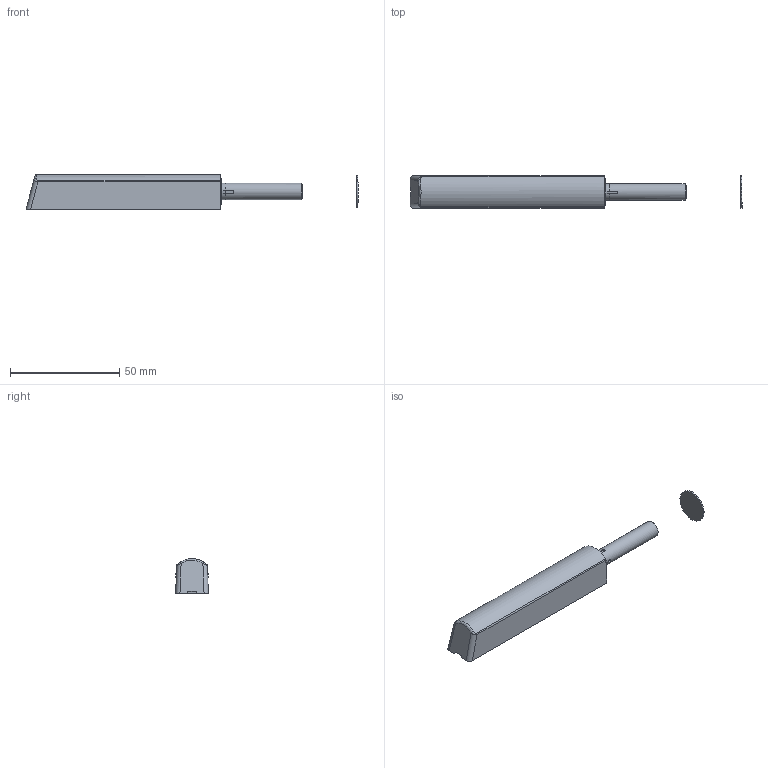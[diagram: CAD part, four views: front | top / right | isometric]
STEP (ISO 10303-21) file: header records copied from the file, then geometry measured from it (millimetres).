
FILE_DESCRIPTION(/* description */ (''),/* implementation_level */ '2;1');
FILE_NAME(/* name */ 'AM-OAM-DL+ płytka.stp',/* time_stamp */ '2022-04-20T13:37:02+02:00',/* author */ ('tomaszw'),/* organization */ (''),/* preprocessor_version */ 'ST-DEVELOPER v18.1',/* originating_system */ 'Autodesk Inventor 2021',/* authorisation */ '');
FILE_SCHEMA (('AUTOMOTIVE_DESIGN { 1 0 10303 214 3 1 1 }'));
Length unit declared in the file: millimetre
Products named in the file (8): Zespół4; AM-OAM-DL_1; Bryła3; Bryła1; Zespół2; Część1; Część2; Część6
Assembly tree (8 placements, depth 3):
  Zespół4
    AM-OAM-DL_1
      Bryła3
      Bryła1
    Zespół2
      Część2  x2
      Część1
      Część6
Bounding box: 152.1 x 15 x 15.99 mm (x, y, z)
Volume: 14212.9 mm3; surface area: 17740.3 mm2
Topology: 9 solids, 9 shells, 186 faces, 465 edges, 300 vertices
Faces by surface type: plane 123, cylinder 55, cone 4, bspline 3, torus 1
Full cylindrical faces by diameter (mm): 4.5 x3, 6.4 x2, 6.6 x4, 7.6 x2, 7.999 x3, 8 x1, 10 x3, 12 x1, 12.363 x1, 15 x1
Entity records: 5444 total; most frequent: CARTESIAN_POINT 1175, DIRECTION 840, ORIENTED_EDGE 828, EDGE_CURVE 414, LINE 286, VECTOR 286, AXIS2_PLACEMENT_3D 277, VERTEX_POINT 262
